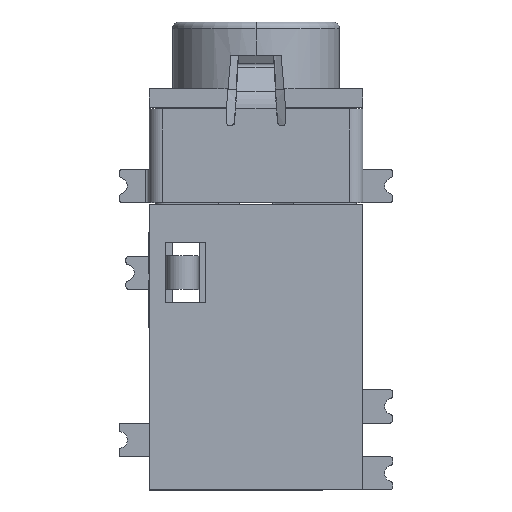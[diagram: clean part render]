
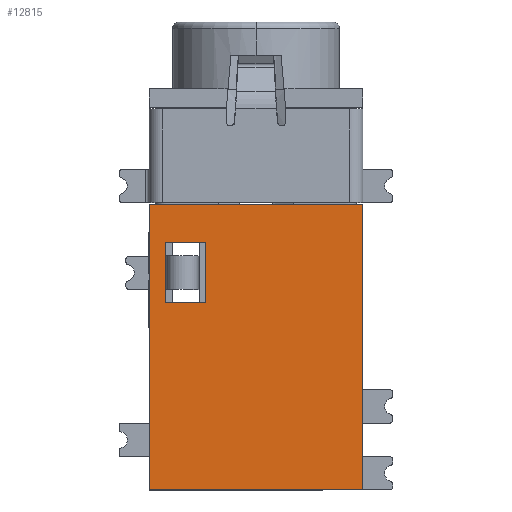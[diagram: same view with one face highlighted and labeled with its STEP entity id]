
A CAD part, top view. The second image highlights one B-rep face of the part: STEP entity #12815.
In plain terms, the highlighted planar face has unit normal (0, 0, 1).
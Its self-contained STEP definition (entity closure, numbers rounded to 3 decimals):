
#1175 = CARTESIAN_POINT ( 'NONE',  ( -2.7, -1.7, 4. ) ) ;
#1218 = CARTESIAN_POINT ( 'NONE',  ( -2.7, -1.7, 4. ) ) ;
#1989 = CARTESIAN_POINT ( 'NONE',  ( 3.2, 2.9, 4. ) ) ;
#2260 = VERTEX_POINT ( 'NONE', #4888 ) ;
#2480 = ORIENTED_EDGE ( 'NONE', *, *, #10079, .T. ) ;
#2625 = LINE ( 'NONE', #1175, #17992 ) ;
#3249 = CARTESIAN_POINT ( 'NONE',  ( -3.2, 2.9, 4. ) ) ;
#3873 = VERTEX_POINT ( 'NONE', #8855 ) ;
#4190 = VERTEX_POINT ( 'NONE', #10191 ) ;
#4556 = ORIENTED_EDGE ( 'NONE', *, *, #22628, .F. ) ;
#4888 = CARTESIAN_POINT ( 'NONE',  ( 3.2, -0.55, 4. ) ) ;
#5673 = ORIENTED_EDGE ( 'NONE', *, *, #19094, .F. ) ;
#5771 = EDGE_CURVE ( 'NONE', #13306, #2260, #6636, .T. ) ;
#5792 = DIRECTION ( 'NONE',  ( 0., 1., 0. ) ) ;
#5897 = LINE ( 'NONE', #7978, #13325 ) ;
#6337 = VECTOR ( 'NONE', #17310, 1000. ) ;
#6423 = LINE ( 'NONE', #1218, #16200 ) ;
#6636 = LINE ( 'NONE', #15885, #21386 ) ;
#6995 = DIRECTION ( 'NONE',  ( 0., -1., 0. ) ) ;
#7069 = ORIENTED_EDGE ( 'NONE', *, *, #21532, .T. ) ;
#7227 = FACE_OUTER_BOUND ( 'NONE', #19169, .T. ) ;
#7766 = VECTOR ( 'NONE', #17433, 1000. ) ;
#7873 = VECTOR ( 'NONE', #6995, 1000. ) ;
#7978 = CARTESIAN_POINT ( 'NONE',  ( -1.5, -1.7, 4. ) ) ;
#8813 = VERTEX_POINT ( 'NONE', #15148 ) ;
#8855 = CARTESIAN_POINT ( 'NONE',  ( -2.7, -1.7, 4. ) ) ;
#8947 = LINE ( 'NONE', #10231, #7766 ) ;
#10079 = EDGE_CURVE ( 'NONE', #19786, #8813, #21003, .T. ) ;
#10130 = CARTESIAN_POINT ( 'NONE',  ( -3.2, -9.1, 4. ) ) ;
#10191 = CARTESIAN_POINT ( 'NONE',  ( -1.5, -1.7, 4. ) ) ;
#10231 = CARTESIAN_POINT ( 'NONE',  ( -2.7, -3.5, 4. ) ) ;
#10234 = EDGE_CURVE ( 'NONE', #8813, #2260, #14913, .T. ) ;
#10725 = EDGE_LOOP ( 'NONE', ( #15431, #4556, #14437, #5673 ) ) ;
#12742 = VERTEX_POINT ( 'NONE', #18572 ) ;
#12815 = ADVANCED_FACE ( 'NONE', ( #20092, #7227 ), #16058, .T. ) ;
#13306 = VERTEX_POINT ( 'NONE', #22783 ) ;
#13325 = VECTOR ( 'NONE', #22390, 1000. ) ;
#13437 = CARTESIAN_POINT ( 'NONE',  ( -2.7, -3.5, 4. ) ) ;
#13793 = DIRECTION ( 'NONE',  ( 1., 0., 0. ) ) ;
#13834 = VECTOR ( 'NONE', #5792, 1000. ) ;
#14322 = ORIENTED_EDGE ( 'NONE', *, *, #5771, .F. ) ;
#14437 = ORIENTED_EDGE ( 'NONE', *, *, #15780, .F. ) ;
#14913 = LINE ( 'NONE', #1989, #13834 ) ;
#15148 = CARTESIAN_POINT ( 'NONE',  ( 3.2, -9.1, 4. ) ) ;
#15431 = ORIENTED_EDGE ( 'NONE', *, *, #20022, .F. ) ;
#15489 = DIRECTION ( 'NONE',  ( 0., -1., 0. ) ) ;
#15780 = EDGE_CURVE ( 'NONE', #12742, #4190, #5897, .T. ) ;
#15885 = CARTESIAN_POINT ( 'NONE',  ( 3.2, -0.55, 4. ) ) ;
#16058 = PLANE ( 'NONE',  #16084 ) ;
#16084 = AXIS2_PLACEMENT_3D ( 'NONE', #16293, #21759, #21422 ) ;
#16200 = VECTOR ( 'NONE', #17350, 1000. ) ;
#16293 = CARTESIAN_POINT ( 'NONE',  ( 0., 0., 4. ) ) ;
#17151 = VERTEX_POINT ( 'NONE', #13437 ) ;
#17310 = DIRECTION ( 'NONE',  ( 1., 0., 0. ) ) ;
#17350 = DIRECTION ( 'NONE',  ( -1., 0., 0. ) ) ;
#17433 = DIRECTION ( 'NONE',  ( 1., 0., 0. ) ) ;
#17594 = CARTESIAN_POINT ( 'NONE',  ( -3.2, -9.1, 4. ) ) ;
#17992 = VECTOR ( 'NONE', #15489, 1000. ) ;
#18572 = CARTESIAN_POINT ( 'NONE',  ( -1.5, -3.5, 4. ) ) ;
#19094 = EDGE_CURVE ( 'NONE', #17151, #12742, #8947, .T. ) ;
#19169 = EDGE_LOOP ( 'NONE', ( #14322, #7069, #2480, #20254 ) ) ;
#19786 = VERTEX_POINT ( 'NONE', #17594 ) ;
#20022 = EDGE_CURVE ( 'NONE', #3873, #17151, #2625, .T. ) ;
#20092 = FACE_BOUND ( 'NONE', #10725, .T. ) ;
#20254 = ORIENTED_EDGE ( 'NONE', *, *, #10234, .T. ) ;
#21003 = LINE ( 'NONE', #10130, #6337 ) ;
#21386 = VECTOR ( 'NONE', #13793, 1000. ) ;
#21422 = DIRECTION ( 'NONE',  ( 1., 0., 0. ) ) ;
#21532 = EDGE_CURVE ( 'NONE', #13306, #19786, #22822, .T. ) ;
#21759 = DIRECTION ( 'NONE',  ( 0., 0., 1. ) ) ;
#22390 = DIRECTION ( 'NONE',  ( 0., 1., 0. ) ) ;
#22628 = EDGE_CURVE ( 'NONE', #4190, #3873, #6423, .T. ) ;
#22783 = CARTESIAN_POINT ( 'NONE',  ( -3.2, -0.55, 4. ) ) ;
#22822 = LINE ( 'NONE', #3249, #7873 ) ;
